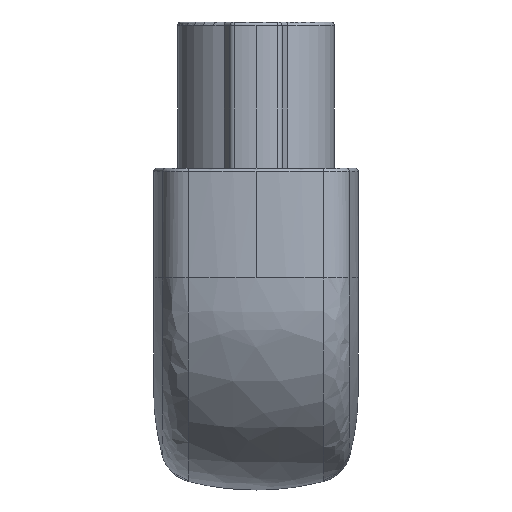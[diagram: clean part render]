
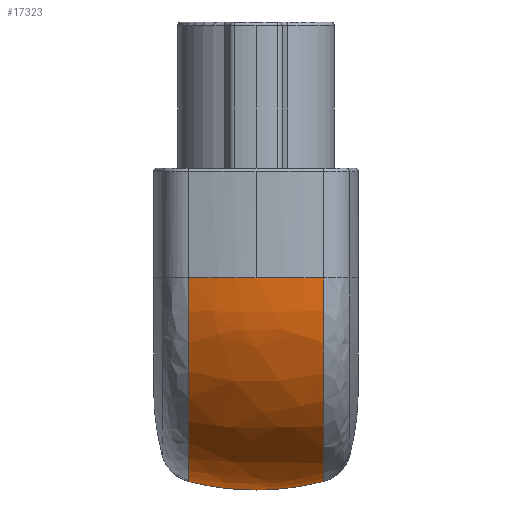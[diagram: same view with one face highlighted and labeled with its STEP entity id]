
A CAD part, left-side view. The second image highlights one B-rep face of the part: STEP entity #17323.
In plain terms, the highlighted free-form (B-spline) face has degree [3, 3] with [4, 4] control points.
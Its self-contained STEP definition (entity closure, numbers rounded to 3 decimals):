
#118 = CARTESIAN_POINT ( 'NONE',  ( -59.379, 9.232, 1.445 ) ) ;
#164 = CARTESIAN_POINT ( 'NONE',  ( -62.829, -9.234, 14.999 ) ) ;
#344 = CARTESIAN_POINT ( 'NONE',  ( -61.436, -9.231, 6.111 ) ) ;
#463 = CARTESIAN_POINT ( 'NONE',  ( -62.829, -9.234, 14.999 ) ) ;
#774 = EDGE_CURVE ( 'NONE', #10680, #9093, #5548, .T. ) ;
#956 = EDGE_LOOP ( 'NONE', ( #20473, #17074, #16172, #19597, #6269, #15034 ) ) ;
#1839 = CARTESIAN_POINT ( 'NONE',  ( -61.573, 9.233, 6.532 ) ) ;
#1855 = CARTESIAN_POINT ( 'NONE',  ( -35.002, 9.235, -12.829 ) ) ;
#1961 = CARTESIAN_POINT ( 'NONE',  ( -38.684, -9.231, -12.647 ) ) ;
#2011 = CARTESIAN_POINT ( 'NONE',  ( -63.605, -6.222, 14.999 ) ) ;
#2074 = CARTESIAN_POINT ( 'NONE',  ( -57.202, -9.23, -1.877 ) ) ;
#3603 = CARTESIAN_POINT ( 'NONE',  ( -51.905, 9.232, -7.19 ) ) ;
#3900 = CARTESIAN_POINT ( 'NONE',  ( -35.002, -9.234, -12.829 ) ) ;
#4095 = CARTESIAN_POINT ( 'NONE',  ( -56.051, -9.23, -3.296 ) ) ;
#4624 = VERTEX_POINT ( 'NONE', #7049 ) ;
#4649 = CARTESIAN_POINT ( 'NONE',  ( -51.188, -9.596, -13.257 ) ) ;
#5056 = EDGE_CURVE ( 'NONE', #18946, #22506, #10059, .T. ) ;
#5137 = CARTESIAN_POINT ( 'NONE',  ( -43.597, 9.233, -11.533 ) ) ;
#5489 = CARTESIAN_POINT ( 'NONE',  ( -60.06, -9.231, 2.759 ) ) ;
#5548 = B_SPLINE_CURVE_WITH_KNOTS ( 'NONE', 3,
 ( #3900, #16107, #9396, #12507 ),
 .UNSPECIFIED., .F., .F.,
 ( 4, 4 ),
 ( 0., 1. ),
 .UNSPECIFIED. ) ;
#5661 = CARTESIAN_POINT ( 'NONE',  ( -64., 0., 14.999 ) ) ;
#6065 = CARTESIAN_POINT ( 'NONE',  ( -34.076, 3.273, -14.416 ) ) ;
#6175 = CARTESIAN_POINT ( 'NONE',  ( -34.13, -9.596, -12.72 ) ) ;
#6269 = ORIENTED_EDGE ( 'NONE', *, *, #22635, .F. ) ;
#6534 = B_SPLINE_CURVE_WITH_KNOTS ( 'NONE', 3,
 ( #5661, #21285, #2011, #164 ),
 .UNSPECIFIED., .F., .F.,
 ( 4, 4 ),
 ( 0., 1. ),
 .UNSPECIFIED. ) ;
#7008 = CARTESIAN_POINT ( 'NONE',  ( -48.722, 9.232, -9.287 ) ) ;
#7049 = CARTESIAN_POINT ( 'NONE',  ( -62.829, -9.234, 14.999 ) ) ;
#7230 = CARTESIAN_POINT ( 'NONE',  ( -35.002, 9.235, -12.829 ) ) ;
#7364 = CARTESIAN_POINT ( 'NONE',  ( -62.655, -9.231, 11.395 ) ) ;
#7480 = CARTESIAN_POINT ( 'NONE',  ( -59.206, -9.231, 1.149 ) ) ;
#7602 = CARTESIAN_POINT ( 'NONE',  ( -49.119, -9.23, -9.261 ) ) ;
#7829 = CARTESIAN_POINT ( 'NONE',  ( -52.179, -3.273, -14.986 ) ) ;
#8531 = CARTESIAN_POINT ( 'NONE',  ( -62.829, 9.234, 13.373 ) ) ;
#8652 = CARTESIAN_POINT ( 'NONE',  ( -62.686, 9.234, 11.687 ) ) ;
#8872 = CARTESIAN_POINT ( 'NONE',  ( -57.316, 9.232, -1.736 ) ) ;
#9093 = VERTEX_POINT ( 'NONE', #11153 ) ;
#9341 = CARTESIAN_POINT ( 'NONE',  ( -52.202, -9.23, -7.181 ) ) ;
#9396 = CARTESIAN_POINT ( 'NONE',  ( -35.001, -3.111, -14. ) ) ;
#9935 = CARTESIAN_POINT ( 'NONE',  ( -35.002, -9.234, -12.829 ) ) ;
#10059 = B_SPLINE_CURVE_WITH_KNOTS ( 'NONE', 3,
 ( #10482, #8531, #8652, #22960, #1839, #21101, #118, #8872, #10374, #15708, #3603, #7008, #11982, #5137, #12211, #19325, #14085, #7230 ),
 .UNSPECIFIED., .F., .F.,
 ( 4, 2, 2, 2, 2, 2, 2, 2, 4 ),
 ( 0., 0.125, 0.25, 0.375, 0.5, 0.625, 0.75, 0.875, 1. ),
 .UNSPECIFIED. ) ;
#10221 = CARTESIAN_POINT ( 'NONE',  ( -62.829, 9.235, 14.998 ) ) ;
#10374 = CARTESIAN_POINT ( 'NONE',  ( -56.108, 9.232, -3.239 ) ) ;
#10482 = CARTESIAN_POINT ( 'NONE',  ( -62.829, 9.235, 14.998 ) ) ;
#10680 = VERTEX_POINT ( 'NONE', #9935 ) ;
#10720 = B_SPLINE_CURVE_WITH_KNOTS ( 'NONE', 3,
 ( #10221, #17307, #20956, #11136 ),
 .UNSPECIFIED., .F., .F.,
 ( 4, 4 ),
 ( 0., 1. ),
 .UNSPECIFIED. ) ;
#10723 = CARTESIAN_POINT ( 'NONE',  ( -35.001, 3.111, -14. ) ) ;
#10949 = CARTESIAN_POINT ( 'NONE',  ( -35.001, 6.222, -13.606 ) ) ;
#10967 =( BOUNDED_SURFACE ( )  B_SPLINE_SURFACE ( 3, 3, ( 
 ( #6175, #15109, #6065, #13371 ),
 ( #4649, #7829, #14890, #13593 ),
 ( #11722, #13147, #20615, #18846 ),
 ( #11279, #22251, #11620, #11388 ) ),
 .UNSPECIFIED., .F., .F., .F. ) 
 B_SPLINE_SURFACE_WITH_KNOTS ( ( 4, 4 ),
 ( 4, 4 ),
 ( 0., 1. ),
 ( 0., 1. ),
 .UNSPECIFIED. ) 
 GEOMETRIC_REPRESENTATION_ITEM ( )  RATIONAL_B_SPLINE_SURFACE ( (
 ( 1.208, 1.18, 1.18, 1.208),
 ( 0.954, 0.932, 0.932, 0.954),
 ( 0.954, 0.932, 0.932, 0.954),
 ( 1.208, 1.18, 1.18, 1.208) ) ) 
 REPRESENTATION_ITEM ( '' )  SURFACE ( )  );
#11136 = CARTESIAN_POINT ( 'NONE',  ( -64., 0., 14.999 ) ) ;
#11153 = CARTESIAN_POINT ( 'NONE',  ( -35.001, 0., -14. ) ) ;
#11279 = CARTESIAN_POINT ( 'NONE',  ( -62.72, -9.596, 15.87 ) ) ;
#11388 = CARTESIAN_POINT ( 'NONE',  ( -62.72, 9.596, 15.87 ) ) ;
#11620 = CARTESIAN_POINT ( 'NONE',  ( -64.416, 3.273, 15.924 ) ) ;
#11722 = CARTESIAN_POINT ( 'NONE',  ( -63.257, -9.596, -1.188 ) ) ;
#11982 = CARTESIAN_POINT ( 'NONE',  ( -47.037, 9.232, -10.16 ) ) ;
#12211 = CARTESIAN_POINT ( 'NONE',  ( -41.843, 9.233, -12.033 ) ) ;
#12507 = CARTESIAN_POINT ( 'NONE',  ( -35.001, 0., -14. ) ) ;
#13147 = CARTESIAN_POINT ( 'NONE',  ( -64.986, -3.273, -2.179 ) ) ;
#13371 = CARTESIAN_POINT ( 'NONE',  ( -34.13, 9.596, -12.72 ) ) ;
#13593 = CARTESIAN_POINT ( 'NONE',  ( -51.188, 9.596, -13.257 ) ) ;
#13686 = B_SPLINE_CURVE_WITH_KNOTS ( 'NONE', 3,
 ( #463, #16523, #7364, #17938, #344, #5489, #7480, #2074, #4095, #9341, #7602, #21564, #21687, #1961, #14434, #19922 ),
 .UNSPECIFIED., .F., .F.,
 ( 4, 2, 2, 2, 2, 2, 2, 4 ),
 ( 0., 0.125, 0.25, 0.375, 0.5, 0.75, 0.875, 1. ),
 .UNSPECIFIED. ) ;
#14085 = CARTESIAN_POINT ( 'NONE',  ( -36.657, 9.234, -12.829 ) ) ;
#14434 = CARTESIAN_POINT ( 'NONE',  ( -36.843, -9.231, -12.83 ) ) ;
#14890 = CARTESIAN_POINT ( 'NONE',  ( -52.179, 3.273, -14.986 ) ) ;
#15034 = ORIENTED_EDGE ( 'NONE', *, *, #5056, .T. ) ;
#15109 = CARTESIAN_POINT ( 'NONE',  ( -34.076, -3.273, -14.416 ) ) ;
#15322 = VERTEX_POINT ( 'NONE', #22730 ) ;
#15469 = EDGE_CURVE ( 'NONE', #9093, #22506, #19610, .T. ) ;
#15708 = CARTESIAN_POINT ( 'NONE',  ( -53.402, 9.232, -5.966 ) ) ;
#15903 = CARTESIAN_POINT ( 'NONE',  ( -35.002, 9.235, -12.829 ) ) ;
#16107 = CARTESIAN_POINT ( 'NONE',  ( -35.001, -6.222, -13.606 ) ) ;
#16172 = ORIENTED_EDGE ( 'NONE', *, *, #20399, .F. ) ;
#16523 = CARTESIAN_POINT ( 'NONE',  ( -62.83, -9.231, 13.2 ) ) ;
#16752 = FACE_OUTER_BOUND ( 'NONE', #956, .T. ) ;
#17074 = ORIENTED_EDGE ( 'NONE', *, *, #774, .F. ) ;
#17307 = CARTESIAN_POINT ( 'NONE',  ( -63.606, 6.222, 14.999 ) ) ;
#17323 = ADVANCED_FACE ( 'NONE', ( #16752 ), #10967, .T. ) ;
#17784 = EDGE_CURVE ( 'NONE', #15322, #4624, #6534, .T. ) ;
#17938 = CARTESIAN_POINT ( 'NONE',  ( -61.958, -9.231, 7.852 ) ) ;
#18603 = CARTESIAN_POINT ( 'NONE',  ( -62.829, 9.235, 14.998 ) ) ;
#18846 = CARTESIAN_POINT ( 'NONE',  ( -63.257, 9.596, -1.188 ) ) ;
#18946 = VERTEX_POINT ( 'NONE', #18603 ) ;
#19325 = CARTESIAN_POINT ( 'NONE',  ( -38.373, 9.234, -12.68 ) ) ;
#19597 = ORIENTED_EDGE ( 'NONE', *, *, #17784, .F. ) ;
#19610 = B_SPLINE_CURVE_WITH_KNOTS ( 'NONE', 3,
 ( #19820, #10723, #10949, #1855 ),
 .UNSPECIFIED., .F., .F.,
 ( 4, 4 ),
 ( 0., 1. ),
 .UNSPECIFIED. ) ;
#19820 = CARTESIAN_POINT ( 'NONE',  ( -35.001, 0., -14. ) ) ;
#19922 = CARTESIAN_POINT ( 'NONE',  ( -35.002, -9.234, -12.829 ) ) ;
#20399 = EDGE_CURVE ( 'NONE', #4624, #10680, #13686, .T. ) ;
#20473 = ORIENTED_EDGE ( 'NONE', *, *, #15469, .F. ) ;
#20615 = CARTESIAN_POINT ( 'NONE',  ( -64.986, 3.273, -2.179 ) ) ;
#20956 = CARTESIAN_POINT ( 'NONE',  ( -64., 3.111, 14.999 ) ) ;
#21101 = CARTESIAN_POINT ( 'NONE',  ( -60.234, 9.232, 3.121 ) ) ;
#21285 = CARTESIAN_POINT ( 'NONE',  ( -64., -3.111, 14.999 ) ) ;
#21564 = CARTESIAN_POINT ( 'NONE',  ( -44.048, -9.231, -11.383 ) ) ;
#21687 = CARTESIAN_POINT ( 'NONE',  ( -42.285, -9.231, -11.923 ) ) ;
#22251 = CARTESIAN_POINT ( 'NONE',  ( -64.416, -3.273, 15.924 ) ) ;
#22506 = VERTEX_POINT ( 'NONE', #15903 ) ;
#22635 = EDGE_CURVE ( 'NONE', #18946, #15322, #10720, .T. ) ;
#22730 = CARTESIAN_POINT ( 'NONE',  ( -64., 0., 14.999 ) ) ;
#22960 = CARTESIAN_POINT ( 'NONE',  ( -62.058, 9.233, 8.266 ) ) ;
